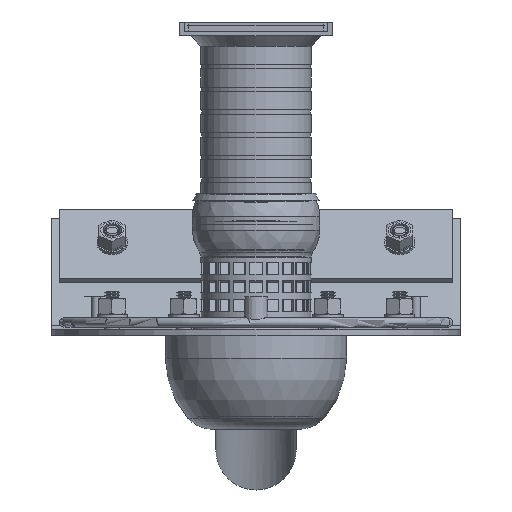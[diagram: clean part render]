
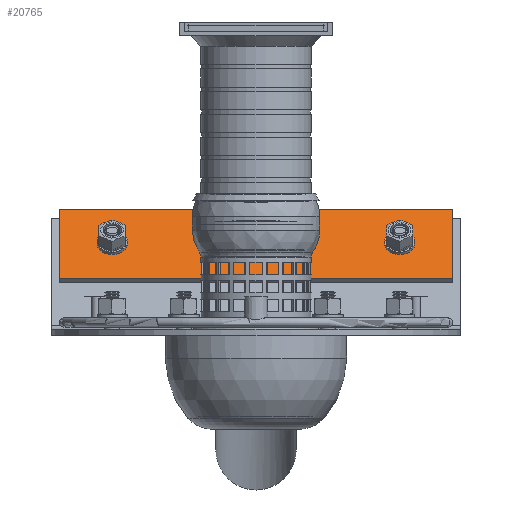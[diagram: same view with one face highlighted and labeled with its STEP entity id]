
A CAD part, left-side view. The second image highlights one B-rep face of the part: STEP entity #20765.
In plain terms, the highlighted planar face has unit normal (-0.707, 0, 0.707).
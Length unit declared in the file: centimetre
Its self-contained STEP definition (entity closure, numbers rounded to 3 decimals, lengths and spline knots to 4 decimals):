
#305=FACE_BOUND('',#4169,.T.);
#306=FACE_BOUND('',#4170,.T.);
#730=PLANE('',#22229);
#1736=CIRCLE('',#22224,8.);
#1737=CIRCLE('',#22226,8.);
#2970=FACE_OUTER_BOUND('',#4168,.T.);
#4168=EDGE_LOOP('',(#15199,#15200,#15201,#15202));
#4169=EDGE_LOOP('',(#15203));
#4170=EDGE_LOOP('',(#15204));
#5723=LINE('',#32234,#7474);
#5726=LINE('',#32239,#7477);
#5729=LINE('',#32255,#7480);
#5731=LINE('',#32258,#7482);
#7474=VECTOR('',#25301,1.);
#7477=VECTOR('',#25306,1.);
#7480=VECTOR('',#25325,1.);
#7482=VECTOR('',#25329,1.);
#9400=VERTEX_POINT('',#32231);
#9401=VERTEX_POINT('',#32233);
#9402=VERTEX_POINT('',#32237);
#9405=VERTEX_POINT('',#32246);
#9406=VERTEX_POINT('',#32250);
#9407=VERTEX_POINT('',#32254);
#11607=EDGE_CURVE('',#9400,#9401,#5723,.T.);
#11610=EDGE_CURVE('',#9402,#9400,#5726,.T.);
#11613=EDGE_CURVE('',#9405,#9405,#1736,.T.);
#11615=EDGE_CURVE('',#9406,#9406,#1737,.T.);
#11617=EDGE_CURVE('',#9401,#9407,#5729,.T.);
#11619=EDGE_CURVE('',#9407,#9402,#5731,.T.);
#15199=ORIENTED_EDGE('',*,*,#11607,.F.);
#15200=ORIENTED_EDGE('',*,*,#11610,.F.);
#15201=ORIENTED_EDGE('',*,*,#11619,.F.);
#15202=ORIENTED_EDGE('',*,*,#11617,.F.);
#15203=ORIENTED_EDGE('',*,*,#11615,.F.);
#15204=ORIENTED_EDGE('',*,*,#11613,.F.);
#20765=ADVANCED_FACE('',(#2970,#305,#306),#730,.T.);
#22224=AXIS2_PLACEMENT_3D('',#32247,#25315,#25316);
#22226=AXIS2_PLACEMENT_3D('',#32251,#25320,#25321);
#22229=AXIS2_PLACEMENT_3D('',#32259,#25330,#25331);
#25301=DIRECTION('',(0.,-1.,0.));
#25306=DIRECTION('',(0.707,0.,0.707));
#25315=DIRECTION('center_axis',(-0.707,0.,
0.707));
#25316=DIRECTION('ref_axis',(0.,1.,0.));
#25320=DIRECTION('center_axis',(-0.707,0.,
0.707));
#25321=DIRECTION('ref_axis',(0.,-1.,0.));
#25325=DIRECTION('',(-0.707,0.,-0.707));
#25329=DIRECTION('',(0.,1.,0.));
#25330=DIRECTION('center_axis',(-0.707,0.,
0.707));
#25331=DIRECTION('ref_axis',(0.707,0.,0.707));
#32231=CARTESIAN_POINT('',(1403.7591,425.9017,122.5975));
#32233=CARTESIAN_POINT('',(1403.7591,165.9017,122.5975));
#32234=CARTESIAN_POINT('',(1403.7591,165.9017,122.5975));
#32237=CARTESIAN_POINT('',(1357.7971,425.9017,76.6356));
#32239=CARTESIAN_POINT('',(1403.7591,425.9017,122.5975));
#32246=CARTESIAN_POINT('',(1380.7781,382.9017,99.6166));
#32247=CARTESIAN_POINT('Origin',(1380.7781,390.9017,99.6166));
#32250=CARTESIAN_POINT('',(1380.7781,208.9017,99.6166));
#32251=CARTESIAN_POINT('Origin',(1380.7781,200.9017,99.6166));
#32254=CARTESIAN_POINT('',(1357.7971,165.9017,76.6356));
#32255=CARTESIAN_POINT('',(1357.7971,165.9017,76.6356));
#32258=CARTESIAN_POINT('',(1357.7971,425.9017,76.6356));
#32259=CARTESIAN_POINT('Origin',(1380.7781,295.9017,99.6166));
